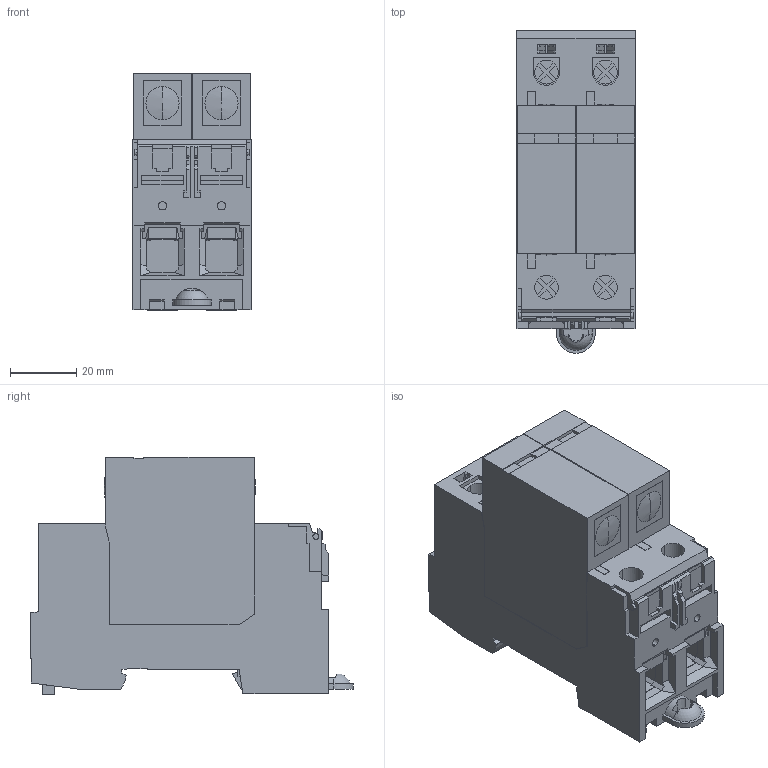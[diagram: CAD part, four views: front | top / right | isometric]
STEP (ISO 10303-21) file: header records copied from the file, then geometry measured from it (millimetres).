
FILE_DESCRIPTION(('Creo Elements/Direct Modeling STEP Export'),'2;1');
FILE_NAME('model.stp','2024-08-27T13:16:46',(''),(''),'Creo Elements/Direct Modeling STEP processor for AP214 (Solid Model)','Creo Elements/Direct Modeling 20.1D 10-Oct-2020 (C) Parametric Technology GmbH','');
FILE_SCHEMA(('AUTOMOTIVE_DESIGN { 1 0 10303 214 1 1 1 1 }'));
Length unit declared in the file: millimetre
Products named in the file (2): VAL_SPP_T2_335_1_1_UT-SELECT
Assembly tree (1 placements, depth 2):
  VAL_SPP_T2_335_1_1_UT-SELECT
    VAL_SPP_T2_335_1_1_UT-SELECT
Bounding box: 35.6 x 97.28 x 71.65 mm (x, y, z)
Volume: 165428.3 mm3; surface area: 34357.3 mm2
Topology: 1 solids, 1 shells, 687 faces, 1914 edges, 1253 vertices
Faces by surface type: plane 647, cylinder 25, sphere 9, extrusion 4, cone 2
Entity records: 27022 total; most frequent: CARTESIAN_POINT 4568, ORIENTED_EDGE 3812, DIRECTION 3027, EDGE_CURVE 1906, VECTOR 1741, LINE 1739, VERTEX_POINT 1253, EDGE_LOOP 719
